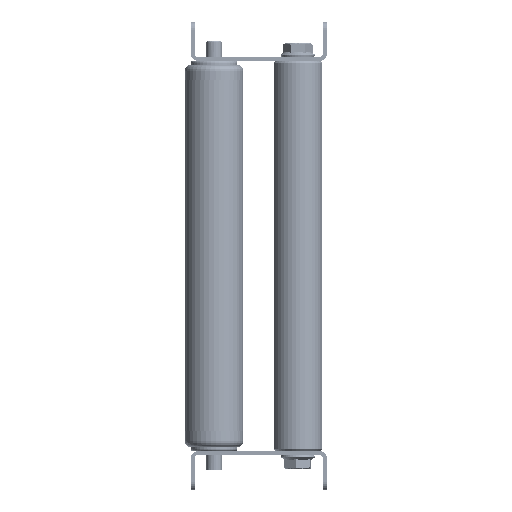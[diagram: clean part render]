
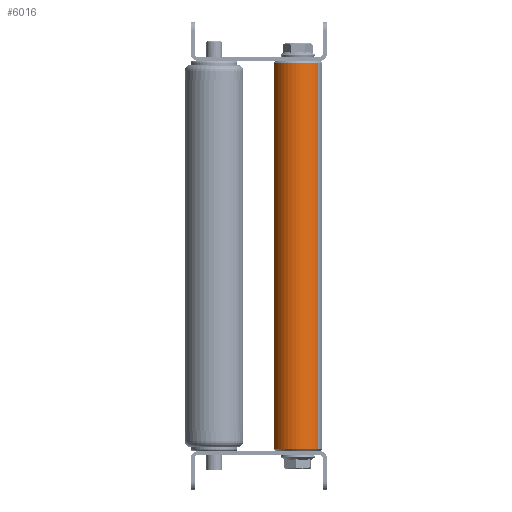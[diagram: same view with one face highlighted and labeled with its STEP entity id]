
A CAD part, left-side view. The second image highlights one B-rep face of the part: STEP entity #6016.
In plain terms, the highlighted cylindrical face has radius 12.5 mm (diameter 25 mm), a partial arc.
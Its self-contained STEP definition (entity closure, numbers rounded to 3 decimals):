
#214 = CARTESIAN_POINT ( 'NONE',  ( 200., 0., 12.5 ) ) ;
#688 = VERTEX_POINT ( 'NONE', #1168 ) ;
#1168 = CARTESIAN_POINT ( 'NONE',  ( 1., 0., -12.5 ) ) ;
#1507 = EDGE_CURVE ( 'NONE', #688, #42151, #34438, .T. ) ;
#1875 = VERTEX_POINT ( 'NONE', #24576 ) ;
#3057 = CIRCLE ( 'NONE', #8143, 12.5 ) ;
#5844 = CYLINDRICAL_SURFACE ( 'NONE', #32378, 12.5 ) ;
#6016 = ADVANCED_FACE ( 'NONE', ( #40937 ), #5844, .T. ) ;
#6295 = DIRECTION ( 'NONE',  ( 0., 0., -1. ) ) ;
#8143 = AXIS2_PLACEMENT_3D ( 'NONE', #33110, #8466, #28228 ) ;
#8466 = DIRECTION ( 'NONE',  ( -1., 0., 0. ) ) ;
#9689 = DIRECTION ( 'NONE',  ( 1., 0., 0. ) ) ;
#9841 = CARTESIAN_POINT ( 'NONE',  ( 199., 0., -12.5 ) ) ;
#10178 = LINE ( 'NONE', #214, #35847 ) ;
#10327 = DIRECTION ( 'NONE',  ( -1., 0., 0. ) ) ;
#10777 = CARTESIAN_POINT ( 'NONE',  ( 200., 0., -12.5 ) ) ;
#12189 = ORIENTED_EDGE ( 'NONE', *, *, #36396, .T. ) ;
#14592 = ORIENTED_EDGE ( 'NONE', *, *, #18217, .T. ) ;
#14948 = AXIS2_PLACEMENT_3D ( 'NONE', #44075, #9689, #6295 ) ;
#16076 = ORIENTED_EDGE ( 'NONE', *, *, #1507, .T. ) ;
#18217 = EDGE_CURVE ( 'NONE', #1875, #31351, #3057, .T. ) ;
#24576 = CARTESIAN_POINT ( 'NONE',  ( 199., 0., 12.5 ) ) ;
#26676 = DIRECTION ( 'NONE',  ( -1., 0., 0. ) ) ;
#28228 = DIRECTION ( 'NONE',  ( 0., 0., -1. ) ) ;
#30525 = ORIENTED_EDGE ( 'NONE', *, *, #44135, .F. ) ;
#30669 = LINE ( 'NONE', #10777, #43506 ) ;
#31351 = VERTEX_POINT ( 'NONE', #9841 ) ;
#32378 = AXIS2_PLACEMENT_3D ( 'NONE', #34141, #26676, #33472 ) ;
#33110 = CARTESIAN_POINT ( 'NONE',  ( 199., 0., 0. ) ) ;
#33472 = DIRECTION ( 'NONE',  ( 0., 0., 1. ) ) ;
#34141 = CARTESIAN_POINT ( 'NONE',  ( 200., 0., 0. ) ) ;
#34372 = DIRECTION ( 'NONE',  ( -1., 0., 0. ) ) ;
#34438 = CIRCLE ( 'NONE', #14948, 12.5 ) ;
#35847 = VECTOR ( 'NONE', #34372, 1000. ) ;
#35897 = CARTESIAN_POINT ( 'NONE',  ( 1., 0., 12.5 ) ) ;
#36396 = EDGE_CURVE ( 'NONE', #31351, #688, #30669, .T. ) ;
#37828 = EDGE_LOOP ( 'NONE', ( #14592, #12189, #16076, #30525 ) ) ;
#40937 = FACE_OUTER_BOUND ( 'NONE', #37828, .T. ) ;
#42151 = VERTEX_POINT ( 'NONE', #35897 ) ;
#43506 = VECTOR ( 'NONE', #10327, 1000. ) ;
#44075 = CARTESIAN_POINT ( 'NONE',  ( 1., 0., 0. ) ) ;
#44135 = EDGE_CURVE ( 'NONE', #1875, #42151, #10178, .T. ) ;
